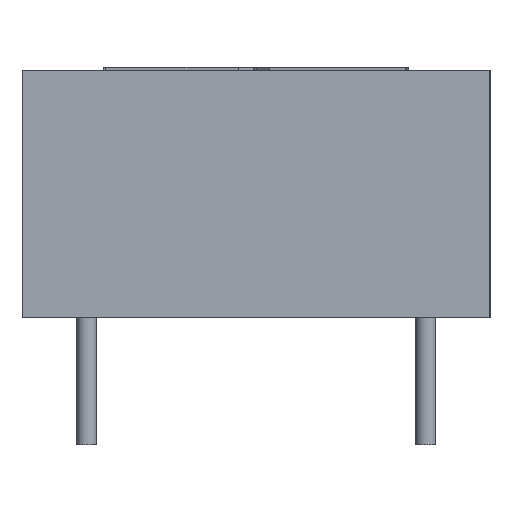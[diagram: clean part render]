
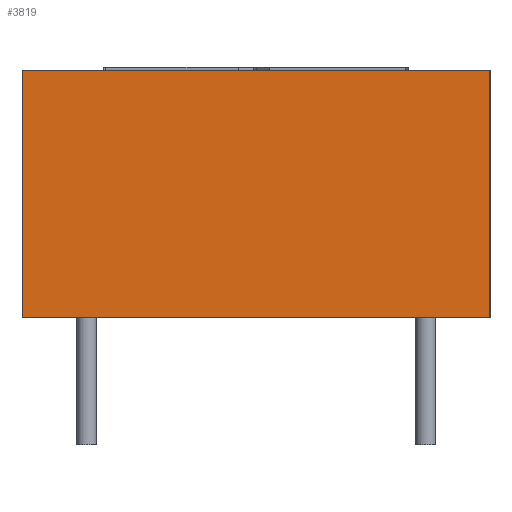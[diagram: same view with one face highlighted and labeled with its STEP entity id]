
A CAD part, left-side view. The second image highlights one B-rep face of the part: STEP entity #3819.
In plain terms, the highlighted planar face has unit normal (-1, 0, 0).
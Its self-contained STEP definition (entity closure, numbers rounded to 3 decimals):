
#257=PLANE('',#4085);
#471=FACE_OUTER_BOUND('',#697,.T.);
#697=EDGE_LOOP('',(#3407,#3408,#3409,#3410));
#750=LINE('',#5155,#1222);
#766=LINE('',#5187,#1238);
#776=LINE('',#5205,#1248);
#1202=LINE('',#6106,#1674);
#1222=VECTOR('',#4208,10.);
#1238=VECTOR('',#4230,10.);
#1248=VECTOR('',#4244,10.);
#1674=VECTOR('',#5050,10.);
#1737=VERTEX_POINT('',#5152);
#1738=VERTEX_POINT('',#5154);
#1750=VERTEX_POINT('',#5184);
#1751=VERTEX_POINT('',#5186);
#2086=EDGE_CURVE('',#1737,#1738,#750,.T.);
#2102=EDGE_CURVE('',#1751,#1750,#766,.T.);
#2112=EDGE_CURVE('',#1738,#1750,#776,.T.);
#2546=EDGE_CURVE('',#1751,#1737,#1202,.T.);
#3407=ORIENTED_EDGE('',*,*,#2546,.F.);
#3408=ORIENTED_EDGE('',*,*,#2102,.T.);
#3409=ORIENTED_EDGE('',*,*,#2112,.F.);
#3410=ORIENTED_EDGE('',*,*,#2086,.F.);
#3819=ADVANCED_FACE('',(#471),#257,.T.);
#4085=AXIS2_PLACEMENT_3D('',#6105,#5048,#5049);
#4208=DIRECTION('',(0.,0.,-1.));
#4230=DIRECTION('',(0.,0.,-1.));
#4244=DIRECTION('',(0.,1.,0.));
#5048=DIRECTION('center_axis',(-1.,0.,0.));
#5049=DIRECTION('ref_axis',(0.,1.,0.));
#5050=DIRECTION('',(0.,-1.,0.));
#5152=CARTESIAN_POINT('',(-8.193,0.,0.));
#5154=CARTESIAN_POINT('',(-8.193,0.,-7.4));
#5155=CARTESIAN_POINT('',(-8.193,0.,0.));
#5184=CARTESIAN_POINT('',(-8.193,14.,-7.4));
#5186=CARTESIAN_POINT('',(-8.193,14.,0.));
#5187=CARTESIAN_POINT('',(-8.193,14.,0.));
#5205=CARTESIAN_POINT('',(-8.193,0.,-7.4));
#6105=CARTESIAN_POINT('Origin',(-8.193,0.,0.));
#6106=CARTESIAN_POINT('',(-8.193,14.,0.));
